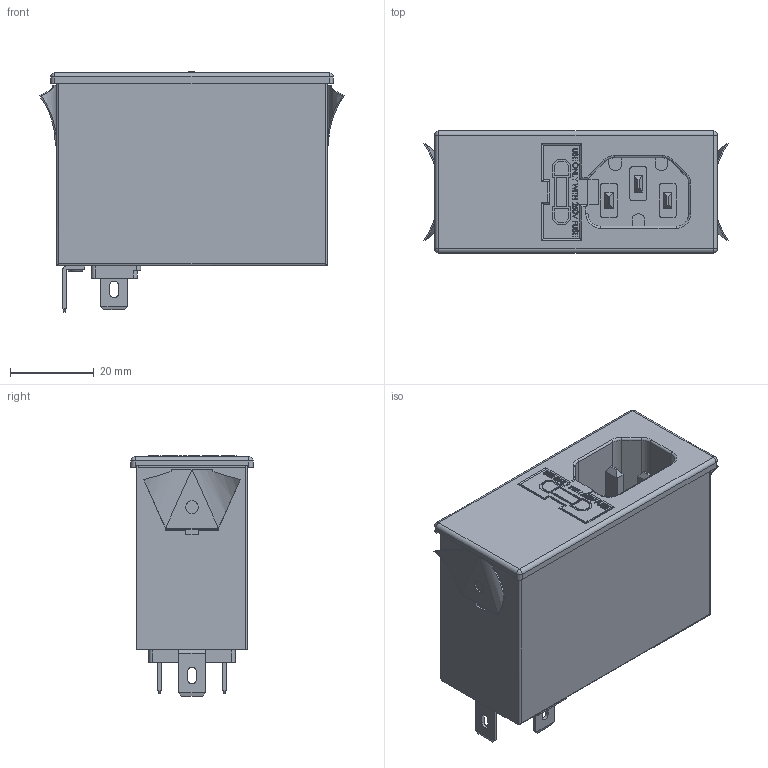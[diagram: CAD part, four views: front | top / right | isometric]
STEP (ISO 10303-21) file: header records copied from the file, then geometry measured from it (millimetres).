
FILE_DESCRIPTION (( 'STEP AP214' ), '1' );
FILE_NAME ('86206001.STEP', '2019-07-11T03:59:31', ( '' ), ( '' ), 'SwSTEP 2.0', 'SolidWorks 2016', '' );
FILE_SCHEMA (( 'AUTOMOTIVE_DESIGN' ));
Length unit declared in the file: millimetre
Products named in the file (1): 86206001
Bounding box: 72.68 x 29.1 x 57.2 mm (x, y, z)
Volume: 73553.5 mm3; surface area: 16015.7 mm2
Topology: 1 solids, 1 shells, 599 faces, 1559 edges, 1007 vertices
Faces by surface type: plane 416, cylinder 92, bspline 75, torus 12, sphere 4
Entity records: 27016 total; most frequent: CARTESIAN_POINT 8043, ORIENTED_EDGE 3110, DIRECTION 2578, EDGE_CURVE 1555, VECTOR 1190, LINE 1190, VERTEX_POINT 1007, AXIS2_PLACEMENT_3D 694
